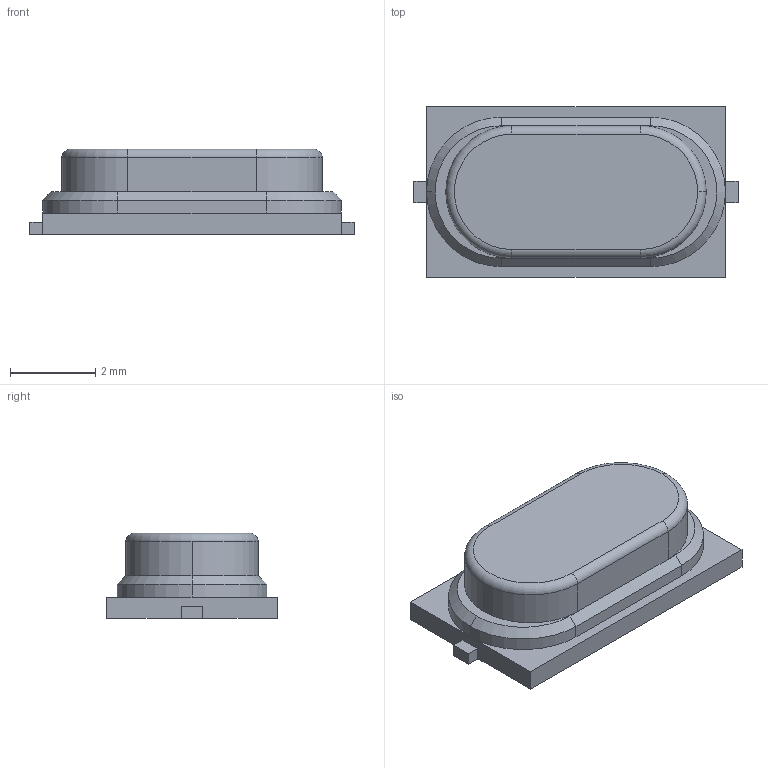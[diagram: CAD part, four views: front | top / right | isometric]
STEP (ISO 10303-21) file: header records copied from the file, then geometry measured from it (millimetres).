
FILE_DESCRIPTION (( 'STEP AP214' ), '1' );
FILE_NAME ('HC-49S_L7.0-W4.0.step', '2022-06-24T03:53:07', ( '' ), ( '' ), 'SwSTEP 2.0', 'SolidWorks 2020', '' );
FILE_SCHEMA (( 'AUTOMOTIVE_DESIGN' ));
Length unit declared in the file: millimetre
Products named in the file (1): HC-49S_L7.0-W4.0
Bounding box: 7.6 x 4 x 2.01 mm (x, y, z)
Volume: 41.4 mm3; surface area: 89.5 mm2
Topology: 1 solids, 1 shells, 325 faces, 875 edges, 578 vertices
Faces by surface type: plane 199, bspline 112, cylinder 8, torus 3, cone 3
Entity records: 14260 total; most frequent: CARTESIAN_POINT 3883, ORIENTED_EDGE 1750, DIRECTION 1100, EDGE_CURVE 875, VECTOR 622, LINE 622, VERTEX_POINT 578, EDGE_LOOP 351
